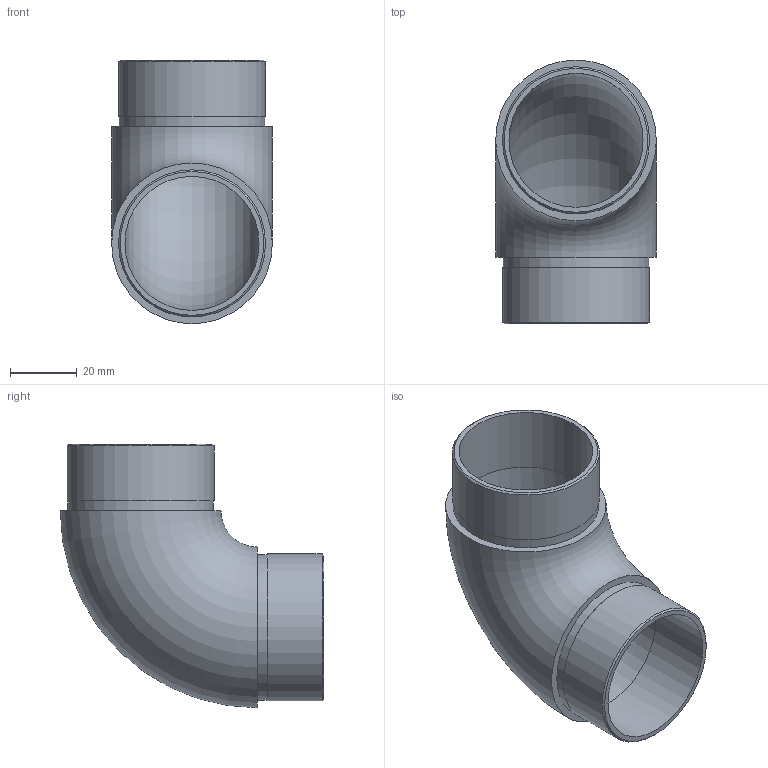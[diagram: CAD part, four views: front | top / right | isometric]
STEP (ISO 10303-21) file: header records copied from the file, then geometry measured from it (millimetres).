
FILE_DESCRIPTION (( 'STEP AP203' ), '1' );
FILE_NAME ('56248-320-48.step', '2019-12-12T14:01:36', ( '' ), ( '' ), 'SwSTEP 2.0', 'SolidWorks 2015', '' );
FILE_SCHEMA (( 'CONFIG_CONTROL_DESIGN' ));
Length unit declared in the file: millimetre
Products named in the file (2): 56248-320-48
Bounding box: 48.3 x 79.2 x 79.2 mm (x, y, z)
Volume: 40798.7 mm3; surface area: 27134.6 mm2
Topology: 1 solids, 1 shells, 293 faces, 767 edges, 511 vertices
Faces by surface type: bspline 134, plane 118, cylinder 37, torus 2, cone 2
Full cylindrical faces by diameter (mm): 40.3 x2, 43.8 x2, 44.2 x2
Entity records: 14463 total; most frequent: CARTESIAN_POINT 8035, ORIENTED_EDGE 1508, DIRECTION 892, EDGE_CURVE 754, VERTEX_POINT 508, LINE 346, VECTOR 346, EDGE_LOOP 340
